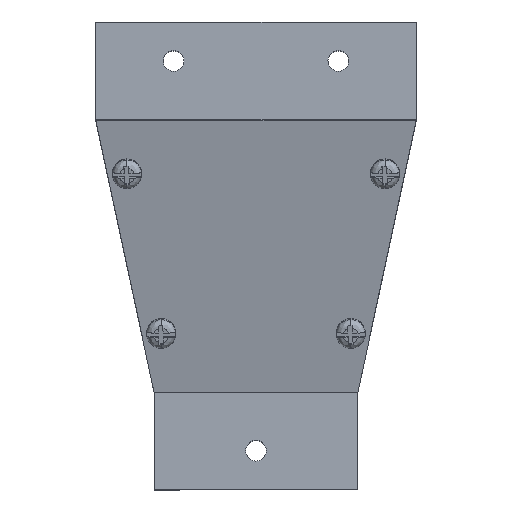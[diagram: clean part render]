
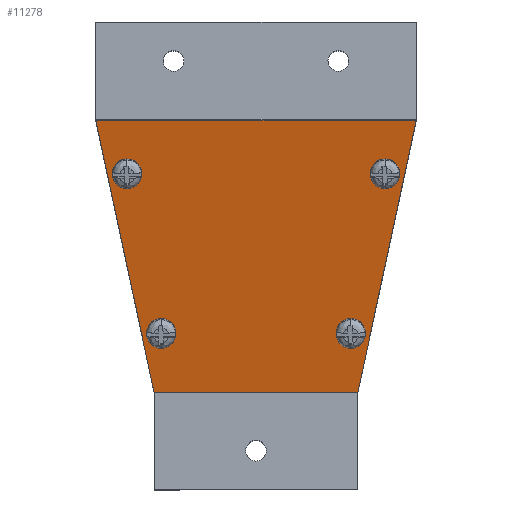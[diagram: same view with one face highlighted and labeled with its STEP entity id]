
A CAD part, top view. The second image highlights one B-rep face of the part: STEP entity #11278.
In plain terms, the highlighted planar face has unit normal (0, -0.21, 0.978).
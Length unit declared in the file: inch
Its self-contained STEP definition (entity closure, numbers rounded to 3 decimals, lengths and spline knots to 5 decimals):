
#68 = DIRECTION ( 'NONE',  ( 0., -0.978, -0.21 ) ) ;
#125 = AXIS2_PLACEMENT_3D ( 'NONE', #13221, #5543, #68 ) ;
#394 = CIRCLE ( 'NONE', #11808, 0.125 ) ;
#423 = EDGE_CURVE ( 'NONE', #3838, #5279, #13912, .T. ) ;
#479 = EDGE_CURVE ( 'NONE', #10095, #10249, #394, .T. ) ;
#617 = LINE ( 'NONE', #5973, #8618 ) ;
#682 = VERTEX_POINT ( 'NONE', #8883 ) ;
#1215 = CARTESIAN_POINT ( 'NONE',  ( -1.65615, 1.02705, 0.66058 ) ) ;
#1299 = VERTEX_POINT ( 'NONE', #9553 ) ;
#1302 = VECTOR ( 'NONE', #12903, 39.37008 ) ;
#1355 = CARTESIAN_POINT ( 'NONE',  ( -1.21662, -1.0208, 0.22156 ) ) ;
#1428 = CARTESIAN_POINT ( 'NONE',  ( 1.21662, -1.14302, 0.19536 ) ) ;
#1456 = EDGE_CURVE ( 'NONE', #10249, #10095, #1920, .T. ) ;
#1692 = CARTESIAN_POINT ( 'NONE',  ( -1.21662, -1.0208, 0.22156 ) ) ;
#1750 = DIRECTION ( 'NONE',  ( 0.205, 0.957, 0.205 ) ) ;
#1769 = DIRECTION ( 'NONE',  ( 0., -0.978, -0.21 ) ) ;
#1860 = DIRECTION ( 'NONE',  ( 0., -0.978, -0.21 ) ) ;
#1920 = CIRCLE ( 'NONE', #125, 0.125 ) ;
#1996 = VERTEX_POINT ( 'NONE', #11402 ) ;
#2389 = EDGE_LOOP ( 'NONE', ( #8001, #13838 ) ) ;
#2494 = CIRCLE ( 'NONE', #12315, 0.125 ) ;
#2705 = DIRECTION ( 'NONE',  ( 0., 0.21, -0.978 ) ) ;
#2706 = CIRCLE ( 'NONE', #10704, 0.125 ) ;
#2887 = ORIENTED_EDGE ( 'NONE', *, *, #5670, .T. ) ;
#2915 = AXIS2_PLACEMENT_3D ( 'NONE', #3740, #12949, #1860 ) ;
#3683 = CARTESIAN_POINT ( 'NONE',  ( 1.30796, -1.7854, 0.05764 ) ) ;
#3740 = CARTESIAN_POINT ( 'NONE',  ( 1.21662, -1.0208, 0.22156 ) ) ;
#3798 = FACE_BOUND ( 'NONE', #2389, .T. ) ;
#3838 = VERTEX_POINT ( 'NONE', #3683 ) ;
#4105 = CARTESIAN_POINT ( 'NONE',  ( 1.65615, 1.14927, 0.68678 ) ) ;
#4324 = DIRECTION ( 'NONE',  ( 0., 0.21, -0.978 ) ) ;
#4507 = ORIENTED_EDGE ( 'NONE', *, *, #14084, .T. ) ;
#4709 = VERTEX_POINT ( 'NONE', #5165 ) ;
#4784 = VERTEX_POINT ( 'NONE', #5237 ) ;
#4863 = FACE_OUTER_BOUND ( 'NONE', #9258, .T. ) ;
#4924 = AXIS2_PLACEMENT_3D ( 'NONE', #10835, #4324, #5249 ) ;
#5062 = DIRECTION ( 'NONE',  ( 0., 0.21, -0.978 ) ) ;
#5165 = CARTESIAN_POINT ( 'NONE',  ( -2.05604, 1.70005, 0.80486 ) ) ;
#5170 = DIRECTION ( 'NONE',  ( 0., 0.21, -0.978 ) ) ;
#5237 = CARTESIAN_POINT ( 'NONE',  ( -1.21662, -1.14302, 0.19536 ) ) ;
#5249 = DIRECTION ( 'NONE',  ( 0., -0.978, -0.21 ) ) ;
#5279 = VERTEX_POINT ( 'NONE', #8407 ) ;
#5446 = EDGE_LOOP ( 'NONE', ( #9598, #14106 ) ) ;
#5454 = DIRECTION ( 'NONE',  ( 0., -0.978, -0.21 ) ) ;
#5501 = CIRCLE ( 'NONE', #10316, 0.125 ) ;
#5543 = DIRECTION ( 'NONE',  ( 0., 0.21, -0.978 ) ) ;
#5662 = PLANE ( 'NONE',  #7971 ) ;
#5670 = EDGE_CURVE ( 'NONE', #12881, #9432, #9774, .T. ) ;
#5705 = ORIENTED_EDGE ( 'NONE', *, *, #12154, .F. ) ;
#5905 = LINE ( 'NONE', #8265, #13197 ) ;
#5973 = CARTESIAN_POINT ( 'NONE',  ( -2.05604, 1.70005, 0.80486 ) ) ;
#6049 = EDGE_CURVE ( 'NONE', #682, #7458, #2494, .T. ) ;
#6209 = DIRECTION ( 'NONE',  ( 0., -0.978, -0.21 ) ) ;
#6493 = DIRECTION ( 'NONE',  ( 0., 0.21, -0.978 ) ) ;
#6525 = EDGE_CURVE ( 'NONE', #9432, #12881, #9234, .T. ) ;
#6660 = ORIENTED_EDGE ( 'NONE', *, *, #6525, .T. ) ;
#7091 = FACE_BOUND ( 'NONE', #13398, .T. ) ;
#7121 = CARTESIAN_POINT ( 'NONE',  ( 0., 1.70005, 0.80486 ) ) ;
#7321 = CARTESIAN_POINT ( 'NONE',  ( 1.65615, 1.02705, 0.66058 ) ) ;
#7421 = AXIS2_PLACEMENT_3D ( 'NONE', #1692, #2705, #1769 ) ;
#7458 = VERTEX_POINT ( 'NONE', #8206 ) ;
#7601 = EDGE_LOOP ( 'NONE', ( #6660, #2887 ) ) ;
#7661 = CIRCLE ( 'NONE', #7421, 0.125 ) ;
#7675 = VECTOR ( 'NONE', #9269, 39.37008 ) ;
#7971 = AXIS2_PLACEMENT_3D ( 'NONE', #11451, #10035, #8958 ) ;
#8001 = ORIENTED_EDGE ( 'NONE', *, *, #1456, .T. ) ;
#8116 = CARTESIAN_POINT ( 'NONE',  ( 1.65615, 0.90483, 0.63438 ) ) ;
#8169 = FACE_BOUND ( 'NONE', #7601, .T. ) ;
#8206 = CARTESIAN_POINT ( 'NONE',  ( -1.65615, 0.90483, 0.63438 ) ) ;
#8265 = CARTESIAN_POINT ( 'NONE',  ( 1.30796, -1.7854, 0.05764 ) ) ;
#8407 = CARTESIAN_POINT ( 'NONE',  ( -1.30796, -1.7854, 0.05764 ) ) ;
#8618 = VECTOR ( 'NONE', #12564, 39.37008 ) ;
#8791 = DIRECTION ( 'NONE',  ( 0., -0.978, -0.21 ) ) ;
#8883 = CARTESIAN_POINT ( 'NONE',  ( -1.65615, 1.14927, 0.68678 ) ) ;
#8958 = DIRECTION ( 'NONE',  ( 0., 0.978, 0.21 ) ) ;
#9234 = CIRCLE ( 'NONE', #4924, 0.125 ) ;
#9258 = EDGE_LOOP ( 'NONE', ( #10785, #13381, #9799, #5705 ) ) ;
#9269 = DIRECTION ( 'NONE',  ( 1., 0., 0. ) ) ;
#9418 = CARTESIAN_POINT ( 'NONE',  ( -1.65615, 1.02705, 0.66058 ) ) ;
#9432 = VERTEX_POINT ( 'NONE', #1428 ) ;
#9519 = CARTESIAN_POINT ( 'NONE',  ( 1.21662, -0.89857, 0.24776 ) ) ;
#9553 = CARTESIAN_POINT ( 'NONE',  ( -1.21662, -0.89857, 0.24776 ) ) ;
#9598 = ORIENTED_EDGE ( 'NONE', *, *, #11510, .T. ) ;
#9601 = EDGE_CURVE ( 'NONE', #4784, #1299, #7661, .T. ) ;
#9774 = CIRCLE ( 'NONE', #2915, 0.125 ) ;
#9799 = ORIENTED_EDGE ( 'NONE', *, *, #9967, .T. ) ;
#9928 = EDGE_CURVE ( 'NONE', #4709, #5279, #617, .T. ) ;
#9967 = EDGE_CURVE ( 'NONE', #3838, #1996, #5905, .T. ) ;
#10035 = DIRECTION ( 'NONE',  ( 0., 0.21, -0.978 ) ) ;
#10078 = ORIENTED_EDGE ( 'NONE', *, *, #9601, .T. ) ;
#10095 = VERTEX_POINT ( 'NONE', #4105 ) ;
#10249 = VERTEX_POINT ( 'NONE', #8116 ) ;
#10316 = AXIS2_PLACEMENT_3D ( 'NONE', #1355, #6493, #8791 ) ;
#10704 = AXIS2_PLACEMENT_3D ( 'NONE', #1215, #13166, #10942 ) ;
#10785 = ORIENTED_EDGE ( 'NONE', *, *, #9928, .T. ) ;
#10835 = CARTESIAN_POINT ( 'NONE',  ( 1.21662, -1.0208, 0.22156 ) ) ;
#10942 = DIRECTION ( 'NONE',  ( 0., -0.978, -0.21 ) ) ;
#11278 = ADVANCED_FACE ( 'NONE', ( #4863, #3798, #8169, #12531, #7091 ), #5662, .F. ) ;
#11402 = CARTESIAN_POINT ( 'NONE',  ( 2.05604, 1.70005, 0.80486 ) ) ;
#11451 = CARTESIAN_POINT ( 'NONE',  ( 0., 2.92676, 1.06784 ) ) ;
#11510 = EDGE_CURVE ( 'NONE', #7458, #682, #2706, .T. ) ;
#11808 = AXIS2_PLACEMENT_3D ( 'NONE', #7321, #5170, #5454 ) ;
#11984 = CARTESIAN_POINT ( 'NONE',  ( 0., -1.7854, 0.05764 ) ) ;
#12154 = EDGE_CURVE ( 'NONE', #4709, #1996, #12499, .T. ) ;
#12315 = AXIS2_PLACEMENT_3D ( 'NONE', #9418, #5062, #6209 ) ;
#12499 = LINE ( 'NONE', #7121, #7675 ) ;
#12531 = FACE_BOUND ( 'NONE', #5446, .T. ) ;
#12564 = DIRECTION ( 'NONE',  ( 0.205, -0.957, -0.205 ) ) ;
#12881 = VERTEX_POINT ( 'NONE', #9519 ) ;
#12903 = DIRECTION ( 'NONE',  ( -1., 0., 0. ) ) ;
#12949 = DIRECTION ( 'NONE',  ( 0., 0.21, -0.978 ) ) ;
#13166 = DIRECTION ( 'NONE',  ( 0., 0.21, -0.978 ) ) ;
#13197 = VECTOR ( 'NONE', #1750, 39.37008 ) ;
#13221 = CARTESIAN_POINT ( 'NONE',  ( 1.65615, 1.02705, 0.66058 ) ) ;
#13381 = ORIENTED_EDGE ( 'NONE', *, *, #423, .F. ) ;
#13398 = EDGE_LOOP ( 'NONE', ( #10078, #4507 ) ) ;
#13838 = ORIENTED_EDGE ( 'NONE', *, *, #479, .T. ) ;
#13912 = LINE ( 'NONE', #11984, #1302 ) ;
#14084 = EDGE_CURVE ( 'NONE', #1299, #4784, #5501, .T. ) ;
#14106 = ORIENTED_EDGE ( 'NONE', *, *, #6049, .T. ) ;
